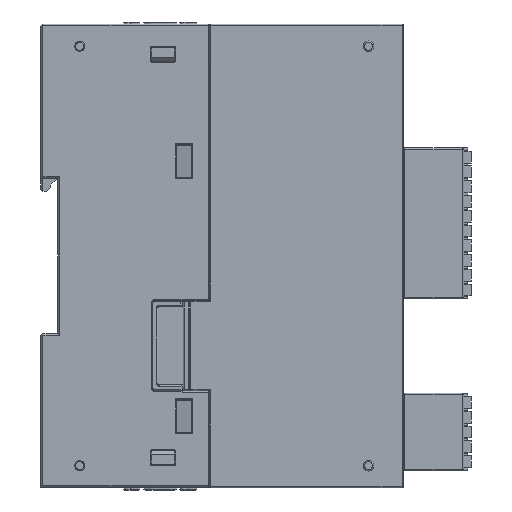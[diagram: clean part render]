
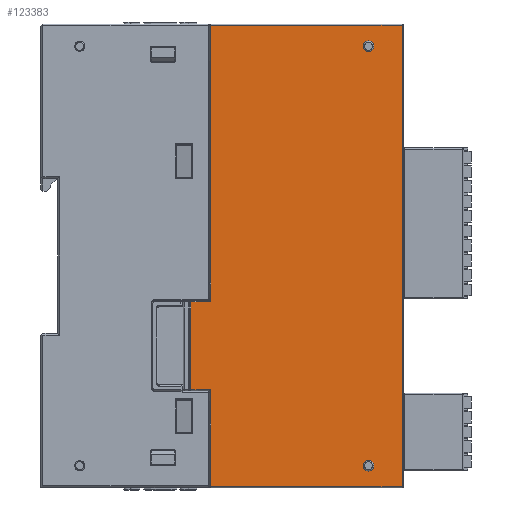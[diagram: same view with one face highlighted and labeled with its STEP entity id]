
A CAD part, left-side view. The second image highlights one B-rep face of the part: STEP entity #123383.
In plain terms, the highlighted planar face has unit normal (-1, 0, 0).
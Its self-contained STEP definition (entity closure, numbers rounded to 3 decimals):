
#100511=CARTESIAN_POINT('',(39.412,8.26,-52.25));
#100512=DIRECTION('',(1.,0.,0.));
#100513=DIRECTION('',(0.,1.,0.));
#100514=AXIS2_PLACEMENT_3D('',#100511,#100512,#100513);
#100516=CARTESIAN_POINT('',(39.412,8.26,-52.25));
#100517=DIRECTION('',(1.,0.,0.));
#100518=DIRECTION('',(0.,-1.,0.));
#100519=AXIS2_PLACEMENT_3D('',#100516,#100517,#100518);
#100521=CARTESIAN_POINT('',(39.412,8.26,47.25));
#100522=DIRECTION('',(1.,0.,0.));
#100523=DIRECTION('',(0.,1.,0.));
#100524=AXIS2_PLACEMENT_3D('',#100521,#100522,#100523);
#100526=CARTESIAN_POINT('',(39.412,8.26,47.25));
#100527=DIRECTION('',(1.,0.,0.));
#100528=DIRECTION('',(0.,-1.,0.));
#100529=AXIS2_PLACEMENT_3D('',#100526,#100527,#100528);
#100531=DIRECTION('',(0.,0.,1.));
#100532=VECTOR('',#100531,109.4);
#100533=CARTESIAN_POINT('',(39.412,0.31,-57.2));
#100534=LINE('',#100533,#100532);
#100554=DIRECTION('',(0.,1.,0.));
#100555=VECTOR('',#100554,45.41);
#100556=CARTESIAN_POINT('',(39.412,0.31,
52.2));
#100557=LINE('',#100556,#100555);
#104455=DIRECTION('',(0.,1.,0.));
#104456=VECTOR('',#104455,4.7);
#104457=CARTESIAN_POINT('',(39.412,45.71,-13.4));
#104458=LINE('',#104457,#104456);
#104486=DIRECTION('',(0.,0.,1.));
#104487=VECTOR('',#104486,20.8);
#104488=CARTESIAN_POINT('',(39.412,50.41,-34.2));
#104489=LINE('',#104488,#104487);
#104584=DIRECTION('',(0.,-1.,0.));
#104585=VECTOR('',#104584,4.69);
#104586=CARTESIAN_POINT('',(39.412,50.41,-34.2));
#104587=LINE('',#104586,#104585);
#104600=DIRECTION('',(0.,0.,-1.));
#104601=VECTOR('',#104600,23.);
#104602=CARTESIAN_POINT('',(39.412,45.72,
-34.2));
#104603=LINE('',#104602,#104601);
#104626=DIRECTION('',(0.,-1.,0.));
#104627=VECTOR('',#104626,45.41);
#104628=CARTESIAN_POINT('',(39.412,45.72,
-57.2));
#104629=LINE('',#104628,#104627);
#116311=DIRECTION('',(0.,0.,
-1.));
#116312=VECTOR('',#116311,4.5);
#116313=CARTESIAN_POINT('',(39.412,45.71,-8.9));
#116314=LINE('',#116313,#116312);
#116331=DIRECTION('',(0.,0.,-1.));
#116332=VECTOR('',#116331,61.1);
#116333=CARTESIAN_POINT('',(39.412,45.72,
52.2));
#116334=LINE('',#116333,#116332);
#118198=CARTESIAN_POINT('',(39.412,9.51,47.25));
#118199=CARTESIAN_POINT('',(39.412,7.01,47.25));
#118200=VERTEX_POINT('',#118198);
#118201=VERTEX_POINT('',#118199);
#118202=CARTESIAN_POINT('',(39.412,0.31,-57.2));
#118203=CARTESIAN_POINT('',(39.412,0.31,
52.2));
#118204=VERTEX_POINT('',#118202);
#118205=VERTEX_POINT('',#118203);
#118206=CARTESIAN_POINT('',(39.412,45.72,
-57.2));
#118207=VERTEX_POINT('',#118206);
#118208=CARTESIAN_POINT('',(39.412,45.72,
-34.2));
#118209=VERTEX_POINT('',#118208);
#118210=CARTESIAN_POINT('',(39.412,50.41,-34.2));
#118211=VERTEX_POINT('',#118210);
#118212=CARTESIAN_POINT('',(39.412,50.41,-13.4));
#118213=VERTEX_POINT('',#118212);
#118214=CARTESIAN_POINT('',(39.412,45.71,-13.4));
#118215=VERTEX_POINT('',#118214);
#118216=CARTESIAN_POINT('',(39.412,45.71,-8.9));
#118217=VERTEX_POINT('',#118216);
#118218=CARTESIAN_POINT('',(39.412,45.72,
52.2));
#118219=VERTEX_POINT('',#118218);
#118220=CARTESIAN_POINT('',(39.412,9.51,-52.25));
#118221=CARTESIAN_POINT('',(39.412,7.01,-52.25));
#118222=VERTEX_POINT('',#118220);
#118223=VERTEX_POINT('',#118221);
#123347=CARTESIAN_POINT('',(39.412,25.36,-2.5));
#123348=DIRECTION('',(1.,0.,0.));
#123349=DIRECTION('',(0.,1.,0.));
#123350=AXIS2_PLACEMENT_3D('',#123347,#123348,#123349);
#123351=PLANE('',#123350);
#123353=ORIENTED_EDGE('',*,*,#123352,.F.);
#123355=ORIENTED_EDGE('',*,*,#123354,.F.);
#123357=ORIENTED_EDGE('',*,*,#123356,.F.);
#123359=ORIENTED_EDGE('',*,*,#123358,.F.);
#123361=ORIENTED_EDGE('',*,*,#123360,.T.);
#123363=ORIENTED_EDGE('',*,*,#123362,.F.);
#123365=ORIENTED_EDGE('',*,*,#123364,.F.);
#123367=ORIENTED_EDGE('',*,*,#123366,.F.);
#123369=ORIENTED_EDGE('',*,*,#123368,.F.);
#123370=EDGE_LOOP('',(#123353,#123355,#123357,#123359,#123361,#123363,#123365,
#123367,#123369));
#123371=FACE_OUTER_BOUND('',#123370,.F.);
#123373=ORIENTED_EDGE('',*,*,#123372,.F.);
#123375=ORIENTED_EDGE('',*,*,#123374,.F.);
#123376=EDGE_LOOP('',(#123373,#123375));
#123377=FACE_BOUND('',#123376,.F.);
#123378=ORIENTED_EDGE('',*,*,#123337,.F.);
#123380=ORIENTED_EDGE('',*,*,#123379,.F.);
#123381=EDGE_LOOP('',(#123378,#123380));
#123382=FACE_BOUND('',#123381,.F.);
#123383=ADVANCED_FACE('',(#123371,#123377,#123382),#123351,.F.);
#100515=CIRCLE('',#100514,1.25);
#100520=CIRCLE('',#100519,1.25);
#100525=CIRCLE('',#100524,1.25);
#100530=CIRCLE('',#100529,1.25);
#123337=EDGE_CURVE('',#118200,#118201,#100525,.T.);
#123352=EDGE_CURVE('',#118204,#118205,#100534,.T.);
#123354=EDGE_CURVE('',#118207,#118204,#104629,.T.);
#123356=EDGE_CURVE('',#118209,#118207,#104603,.T.);
#123358=EDGE_CURVE('',#118211,#118209,#104587,.T.);
#123360=EDGE_CURVE('',#118211,#118213,#104489,.T.);
#123362=EDGE_CURVE('',#118215,#118213,#104458,.T.);
#123364=EDGE_CURVE('',#118217,#118215,#116314,.T.);
#123366=EDGE_CURVE('',#118219,#118217,#116334,.T.);
#123368=EDGE_CURVE('',#118205,#118219,#100557,.T.);
#123372=EDGE_CURVE('',#118222,#118223,#100515,.T.);
#123374=EDGE_CURVE('',#118223,#118222,#100520,.T.);
#123379=EDGE_CURVE('',#118201,#118200,#100530,.T.);
